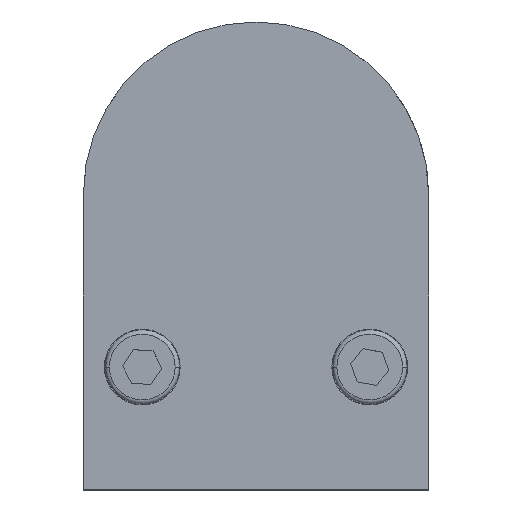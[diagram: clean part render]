
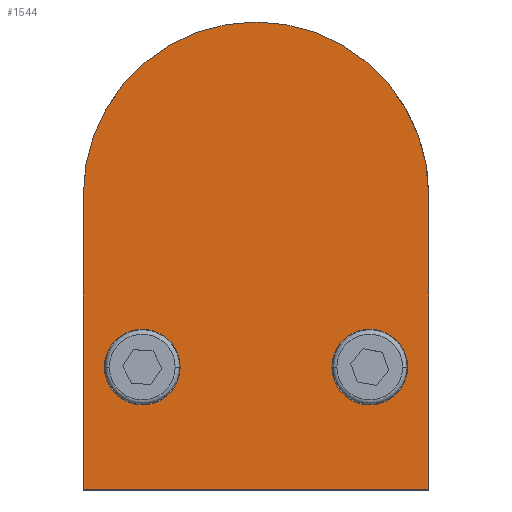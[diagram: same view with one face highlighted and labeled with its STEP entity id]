
A CAD part, top view. The second image highlights one B-rep face of the part: STEP entity #1544.
In plain terms, the highlighted planar face has unit normal (0, 0, 1).
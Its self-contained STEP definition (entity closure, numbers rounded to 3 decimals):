
#115 = CARTESIAN_POINT ( 'NONE',  ( 13.5, 39.038, 14.25 ) ) ;
#141 = DIRECTION ( 'NONE',  ( 0., -1., 0. ) ) ;
#164 = CARTESIAN_POINT ( 'NONE',  ( -13.5, 39.038, 14.25 ) ) ;
#204 = VECTOR ( 'NONE', #2826, 1000. ) ;
#238 = DIRECTION ( 'NONE',  ( 1., 0., 0. ) ) ;
#296 = VERTEX_POINT ( 'NONE', #2168 ) ;
#337 = EDGE_LOOP ( 'NONE', ( #1422, #2440 ) ) ;
#364 = CIRCLE ( 'NONE', #2997, 4.5 ) ;
#367 = VERTEX_POINT ( 'NONE', #1263 ) ;
#403 = FACE_OUTER_BOUND ( 'NONE', #1663, .T. ) ;
#441 = AXIS2_PLACEMENT_3D ( 'NONE', #164, #998, #1985 ) ;
#489 = VERTEX_POINT ( 'NONE', #1889 ) ;
#661 = ORIENTED_EDGE ( 'NONE', *, *, #1548, .T. ) ;
#673 = FACE_BOUND ( 'NONE', #1893, .T. ) ;
#674 = DIRECTION ( 'NONE',  ( 0., 0., 1. ) ) ;
#684 = VECTOR ( 'NONE', #141, 1000. ) ;
#729 = ORIENTED_EDGE ( 'NONE', *, *, #2048, .T. ) ;
#921 = CARTESIAN_POINT ( 'NONE',  ( 13.5, 39.038, 14.25 ) ) ;
#939 = DIRECTION ( 'NONE',  ( 0., 0., 1. ) ) ;
#998 = DIRECTION ( 'NONE',  ( 0., 0., 1. ) ) ;
#1065 = VERTEX_POINT ( 'NONE', #1428 ) ;
#1128 = AXIS2_PLACEMENT_3D ( 'NONE', #2242, #939, #1456 ) ;
#1153 = DIRECTION ( 'NONE',  ( 1., 0., 0. ) ) ;
#1181 = AXIS2_PLACEMENT_3D ( 'NONE', #1341, #2586, #238 ) ;
#1232 = EDGE_CURVE ( 'NONE', #3009, #3138, #1322, .T. ) ;
#1263 = CARTESIAN_POINT ( 'NONE',  ( 20.5, 59.5, 14.25 ) ) ;
#1287 = ORIENTED_EDGE ( 'NONE', *, *, #2842, .T. ) ;
#1322 = CIRCLE ( 'NONE', #441, 4.5 ) ;
#1341 = CARTESIAN_POINT ( 'NONE',  ( 0., 59.5, 14.25 ) ) ;
#1381 = DIRECTION ( 'NONE',  ( 0., 1., 0. ) ) ;
#1422 = ORIENTED_EDGE ( 'NONE', *, *, #2695, .F. ) ;
#1428 = CARTESIAN_POINT ( 'NONE',  ( 9., 39.038, 14.25 ) ) ;
#1441 = CARTESIAN_POINT ( 'NONE',  ( -13.5, 39.038, 14.25 ) ) ;
#1456 = DIRECTION ( 'NONE',  ( 1., 0., 0. ) ) ;
#1544 = ADVANCED_FACE ( 'NONE', ( #3031, #673, #403 ), #1727, .T. ) ;
#1548 = EDGE_CURVE ( 'NONE', #489, #1694, #3291, .T. ) ;
#1663 = EDGE_LOOP ( 'NONE', ( #2390, #1287, #729, #661 ) ) ;
#1684 = CARTESIAN_POINT ( 'NONE',  ( 18., 39.038, 14.25 ) ) ;
#1694 = VERTEX_POINT ( 'NONE', #2610 ) ;
#1727 = PLANE ( 'NONE',  #1128 ) ;
#1772 = LINE ( 'NONE', #2307, #204 ) ;
#1775 = ORIENTED_EDGE ( 'NONE', *, *, #2086, .F. ) ;
#1794 = CIRCLE ( 'NONE', #2289, 4.5 ) ;
#1815 = ORIENTED_EDGE ( 'NONE', *, *, #2738, .F. ) ;
#1889 = CARTESIAN_POINT ( 'NONE',  ( -20.5, 59.5, 14.25 ) ) ;
#1893 = EDGE_LOOP ( 'NONE', ( #1775, #1815 ) ) ;
#1981 = CARTESIAN_POINT ( 'NONE',  ( -20.5, 0., 14.25 ) ) ;
#1985 = DIRECTION ( 'NONE',  ( 1., 0., 0. ) ) ;
#1996 = DIRECTION ( 'NONE',  ( 1., 0., 0. ) ) ;
#2048 = EDGE_CURVE ( 'NONE', #367, #489, #2656, .T. ) ;
#2086 = EDGE_CURVE ( 'NONE', #2131, #1065, #3102, .T. ) ;
#2131 = VERTEX_POINT ( 'NONE', #1684 ) ;
#2168 = CARTESIAN_POINT ( 'NONE',  ( 20.5, 24.496, 14.25 ) ) ;
#2201 = CARTESIAN_POINT ( 'NONE',  ( -18., 39.038, 14.25 ) ) ;
#2242 = CARTESIAN_POINT ( 'NONE',  ( 0., 59.5, 14.25 ) ) ;
#2289 = AXIS2_PLACEMENT_3D ( 'NONE', #921, #2515, #1996 ) ;
#2307 = CARTESIAN_POINT ( 'NONE',  ( 47.6, 24.496, 14.25 ) ) ;
#2390 = ORIENTED_EDGE ( 'NONE', *, *, #3122, .F. ) ;
#2440 = ORIENTED_EDGE ( 'NONE', *, *, #1232, .F. ) ;
#2515 = DIRECTION ( 'NONE',  ( 0., 0., 1. ) ) ;
#2586 = DIRECTION ( 'NONE',  ( 0., 0., 1. ) ) ;
#2602 = AXIS2_PLACEMENT_3D ( 'NONE', #115, #2672, #1153 ) ;
#2610 = CARTESIAN_POINT ( 'NONE',  ( -20.5, 24.496, 14.25 ) ) ;
#2611 = LINE ( 'NONE', #3167, #3273 ) ;
#2656 = CIRCLE ( 'NONE', #1181, 20.5 ) ;
#2672 = DIRECTION ( 'NONE',  ( 0., 0., 1. ) ) ;
#2695 = EDGE_CURVE ( 'NONE', #3138, #3009, #364, .T. ) ;
#2738 = EDGE_CURVE ( 'NONE', #1065, #2131, #1794, .T. ) ;
#2826 = DIRECTION ( 'NONE',  ( -1., 0., 0. ) ) ;
#2842 = EDGE_CURVE ( 'NONE', #296, #367, #2611, .T. ) ;
#2845 = CARTESIAN_POINT ( 'NONE',  ( -9., 39.038, 14.25 ) ) ;
#2997 = AXIS2_PLACEMENT_3D ( 'NONE', #1441, #674, #3016 ) ;
#3009 = VERTEX_POINT ( 'NONE', #2201 ) ;
#3016 = DIRECTION ( 'NONE',  ( 1., 0., 0. ) ) ;
#3031 = FACE_BOUND ( 'NONE', #337, .T. ) ;
#3102 = CIRCLE ( 'NONE', #2602, 4.5 ) ;
#3122 = EDGE_CURVE ( 'NONE', #296, #1694, #1772, .T. ) ;
#3138 = VERTEX_POINT ( 'NONE', #2845 ) ;
#3167 = CARTESIAN_POINT ( 'NONE',  ( 20.5, 0., 14.25 ) ) ;
#3273 = VECTOR ( 'NONE', #1381, 1000. ) ;
#3291 = LINE ( 'NONE', #1981, #684 ) ;
